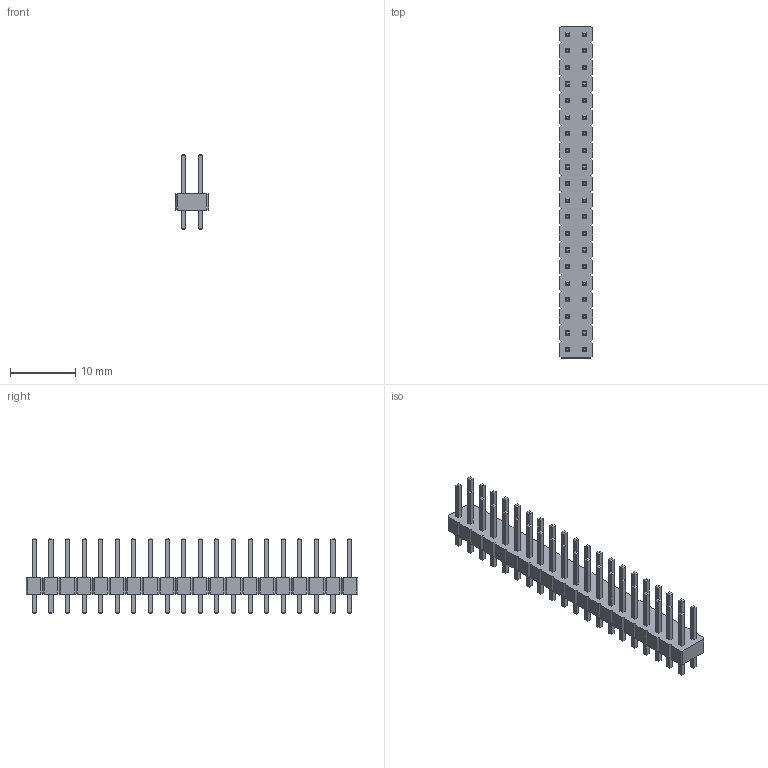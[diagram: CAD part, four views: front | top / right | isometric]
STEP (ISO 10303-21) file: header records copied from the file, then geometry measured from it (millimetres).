
FILE_DESCRIPTION(/* description */ ('model of PinHeader_2x20_P2.54mm_Vertical'),/* implementation_level */ '2;1');
FILE_NAME(/* name */ 'PinHeader_2x20_P2.54mm_Vertical.step',/* time_stamp */ '2017-12-02T02:07:11',/* author */ ('kicad StepUp','ksu'),/* organization */ ('FreeCAD'),/* preprocessor_version */ 'OCC',/* originating_system */ 'kicad StepUp',/* authorisation */ '');
FILE_SCHEMA(('AUTOMOTIVE_DESIGN_CC2 { 1 2 10303 214 -1 1 5 4 }'));
Length unit declared in the file: millimetre
Products named in the file (1): PinHeader_2x20_P254mm_Vertical
Bounding box: 5.08 x 50.8 x 11.54 mm (x, y, z)
Volume: 794.2 mm3; surface area: 1712.6 mm2
Topology: 1 solids, 1 shells, 844 faces, 1966 edges, 1204 vertices
Faces by surface type: plane 844
Entity records: 29011 total; most frequent: CARTESIAN_POINT 4015, ORIENTED_EDGE 3932, DIRECTION 3656, EDGE_CURVE 1966, LINE 1966, VECTOR 1966, VERTEX_POINT 1204, FACE_BOUND 924
